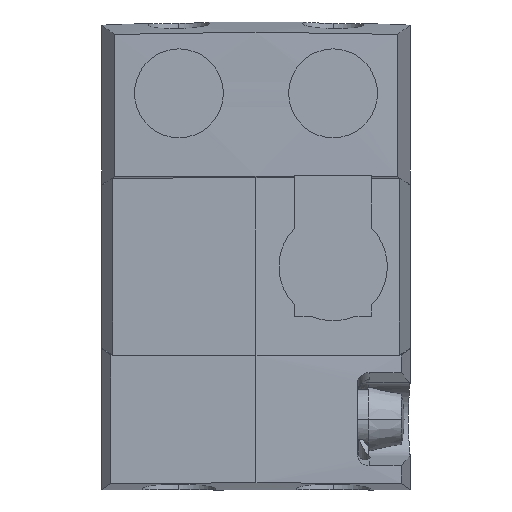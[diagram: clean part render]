
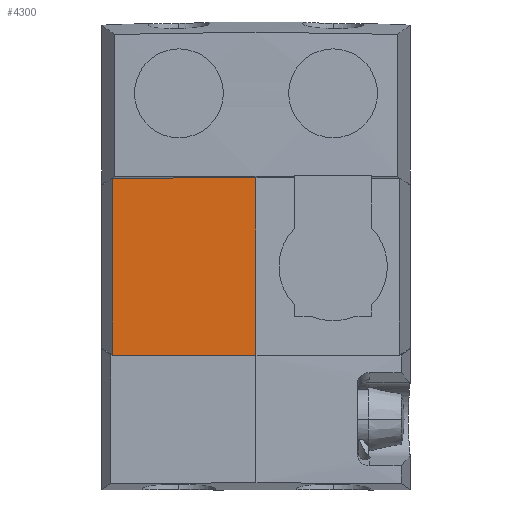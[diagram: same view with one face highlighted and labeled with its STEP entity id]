
A CAD part, top view. The second image highlights one B-rep face of the part: STEP entity #4300.
In plain terms, the highlighted cylindrical face has radius 2500 mm (diameter 5000 mm), a partial arc.
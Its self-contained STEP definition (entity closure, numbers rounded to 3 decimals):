
#211 = CARTESIAN_POINT ( 'NONE',  ( -116.333, 71.751, 89.474 ) ) ;
#720 = EDGE_CURVE ( 'NONE', #1241, #4484, #2367, .T. ) ;
#892 = VERTEX_POINT ( 'NONE', #3734 ) ;
#910 = CARTESIAN_POINT ( 'NONE',  ( 0., -80., 92.182 ) ) ;
#1013 = CARTESIAN_POINT ( 'NONE',  ( 0., 72.116, 92.182 ) ) ;
#1241 = VERTEX_POINT ( 'NONE', #3309 ) ;
#1418 = VERTEX_POINT ( 'NONE', #2513 ) ;
#1470 = EDGE_CURVE ( 'NONE', #1418, #892, #2112, .T. ) ;
#2112 = LINE ( 'NONE', #5197, #2780 ) ;
#2367 = LINE ( 'NONE', #910, #5508 ) ;
#2513 = CARTESIAN_POINT ( 'NONE',  ( -116.333, -71.751, 89.474 ) ) ;
#2554 = CARTESIAN_POINT ( 'NONE',  ( -58.233, -72.055, 91.729 ) ) ;
#2573 = ORIENTED_EDGE ( 'NONE', *, *, #3937, .F. ) ;
#2721 = CYLINDRICAL_SURFACE ( 'NONE', #5787, 2500. ) ;
#2780 = VECTOR ( 'NONE', #5582, 1000. ) ;
#3235 = DIRECTION ( 'NONE',  ( 0., 0., 1. ) ) ;
#3309 = CARTESIAN_POINT ( 'NONE',  ( 0., -72.116, 92.182 ) ) ;
#3500 = CARTESIAN_POINT ( 'NONE',  ( -96.977, -71.872, 90.376 ) ) ;
#3649 = CARTESIAN_POINT ( 'NONE',  ( 0., -80., -2407.818 ) ) ;
#3734 = CARTESIAN_POINT ( 'NONE',  ( -116.333, 71.751, 89.474 ) ) ;
#3937 = EDGE_CURVE ( 'NONE', #892, #4484, #6326, .T. ) ;
#4090 = B_SPLINE_CURVE_WITH_KNOTS ( 'NONE', 3,
 ( #5070, #6138, #2554, #3500, #6031 ),
 .UNSPECIFIED., .F., .F.,
 ( 4, 1, 4 ),
 ( 9.558, 9.616, 9.674 ),
 .UNSPECIFIED. ) ;
#4235 = EDGE_LOOP ( 'NONE', ( #6521, #4543, #2573, #5338 ) ) ;
#4274 = CARTESIAN_POINT ( 'NONE',  ( -38.778, 72.116, 92.182 ) ) ;
#4300 = ADVANCED_FACE ( 'NONE', ( #5764 ), #2721, .T. ) ;
#4484 = VERTEX_POINT ( 'NONE', #1013 ) ;
#4543 = ORIENTED_EDGE ( 'NONE', *, *, #720, .T. ) ;
#4733 = DIRECTION ( 'NONE',  ( 0., 1., 0. ) ) ;
#4777 = CARTESIAN_POINT ( 'NONE',  ( -77.555, 71.994, 91.28 ) ) ;
#5070 = CARTESIAN_POINT ( 'NONE',  ( 0., -72.116, 92.182 ) ) ;
#5197 = CARTESIAN_POINT ( 'NONE',  ( -116.333, -80., 89.474 ) ) ;
#5319 = EDGE_CURVE ( 'NONE', #1241, #1418, #4090, .T. ) ;
#5338 = ORIENTED_EDGE ( 'NONE', *, *, #1470, .F. ) ;
#5347 = DIRECTION ( 'NONE',  ( 0., 1., 0. ) ) ;
#5508 = VECTOR ( 'NONE', #5347, 1000. ) ;
#5582 = DIRECTION ( 'NONE',  ( 0., 1., 0. ) ) ;
#5764 = FACE_OUTER_BOUND ( 'NONE', #4235, .T. ) ;
#5787 = AXIS2_PLACEMENT_3D ( 'NONE', #3649, #4733, #3235 ) ;
#5801 = CARTESIAN_POINT ( 'NONE',  ( 0., 72.116, 92.182 ) ) ;
#6031 = CARTESIAN_POINT ( 'NONE',  ( -116.333, -71.751, 89.474 ) ) ;
#6138 = CARTESIAN_POINT ( 'NONE',  ( -19.422, -72.116, 92.182 ) ) ;
#6326 = B_SPLINE_CURVE_WITH_KNOTS ( 'NONE', 3,
 ( #211, #4777, #4274, #5801 ),
 .UNSPECIFIED., .F., .F.,
 ( 4, 4 ),
 ( 0.014, 0.13 ),
 .UNSPECIFIED. ) ;
#6521 = ORIENTED_EDGE ( 'NONE', *, *, #5319, .F. ) ;
